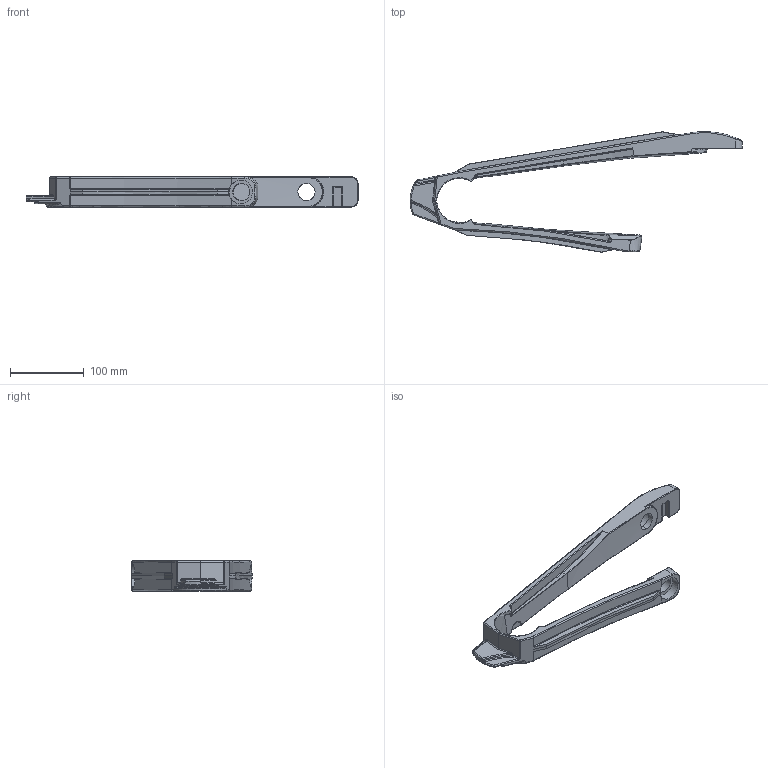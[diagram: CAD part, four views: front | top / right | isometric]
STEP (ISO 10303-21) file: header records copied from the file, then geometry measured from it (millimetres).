
FILE_DESCRIPTION(('FreeCAD Model'),'2;1');
FILE_NAME('Open CASCADE Shape Model','2025-05-04T05:07:39',('FreeCAD'),( 'FreeCAD'),'Open CASCADE STEP processor 7.6','FreeCAD','Unknown');
FILE_SCHEMA(('AUTOMOTIVE_DESIGN { 1 0 10303 214 1 1 1 1 }'));
Length unit declared in the file: millimetre
Products named in the file (1): Open CASCADE STEP translator 7.6 1
Bounding box: 449.43 x 163.37 x 40.72 mm (x, y, z)
Volume: 400660.6 mm3; surface area: 102446.2 mm2
Topology: 1 solids, 1 shells, 352 faces, 822 edges, 470 vertices
Faces by surface type: bspline 352
Entity records: 15967 total; most frequent: CARTESIAN_POINT 11411, ORIENTED_EDGE 1634, EDGE_CURVE 817, B_SPLINE_CURVE_WITH_KNOTS 489, VERTEX_POINT 470, FACE_BOUND 359, EDGE_LOOP 359, ADVANCED_FACE 352
